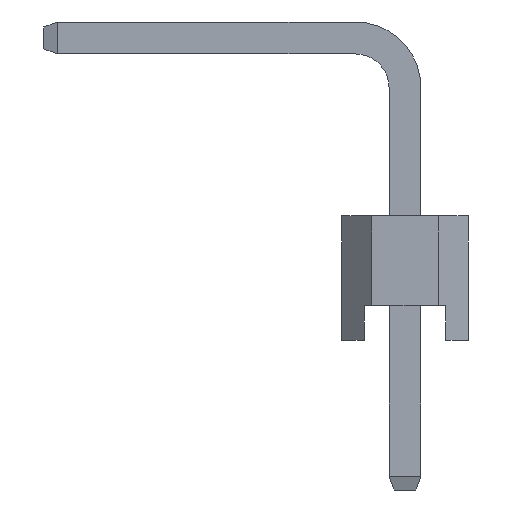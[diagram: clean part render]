
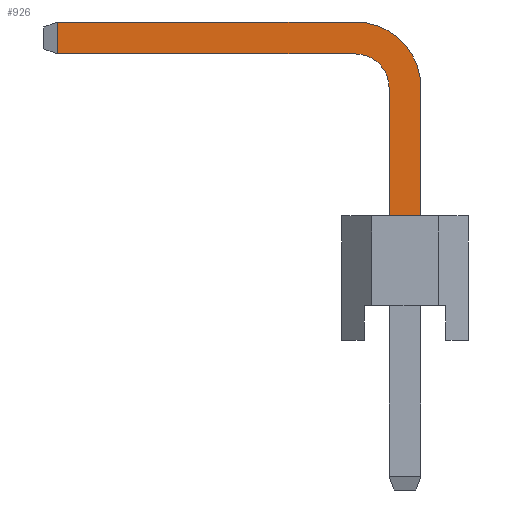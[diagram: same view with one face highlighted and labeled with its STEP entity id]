
A CAD part, left-side view. The second image highlights one B-rep face of the part: STEP entity #926.
In plain terms, the highlighted planar face has unit normal (-1, 0, 0).
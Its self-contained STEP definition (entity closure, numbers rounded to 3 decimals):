
#926=ADVANCED_FACE('',(#2812),#2814,.T.);
#2812=FACE_BOUND('',#2813,.T.);
#2813=EDGE_LOOP('',(#4361,#4362,#4363,#4364,#4365,#4366,#4367,#4368));
#2814=PLANE('',#2815);
#2815=AXIS2_PLACEMENT_3D('',#2816,#2817,#2818);
#2816=CARTESIAN_POINT('',(-0.32,0.32,-3.));
#2817=DIRECTION('',(-1.,0.,0.));
#2818=DIRECTION('',(0.,-1.,0.));
#4361=ORIENTED_EDGE('',*,*,#5302,.F.);
#4362=ORIENTED_EDGE('',*,*,#5303,.F.);
#4363=ORIENTED_EDGE('',*,*,#5304,.F.);
#4364=ORIENTED_EDGE('',*,*,#5291,.F.);
#4365=ORIENTED_EDGE('',*,*,#4960,.T.);
#4366=ORIENTED_EDGE('',*,*,#5301,.T.);
#4367=ORIENTED_EDGE('',*,*,#5305,.T.);
#4368=ORIENTED_EDGE('',*,*,#5306,.T.);
#4960=EDGE_CURVE('',#5606,#5610,#5612,.T.);
#5291=EDGE_CURVE('',#5606,#6167,#6168,.T.);
#5301=EDGE_CURVE('',#5610,#6183,#6185,.T.);
#5302=EDGE_CURVE('',#6186,#6187,#6188,.T.);
#5303=EDGE_CURVE('',#6189,#6186,#6190,.T.);
#5304=EDGE_CURVE('',#6167,#6189,#6191,.T.);
#5305=EDGE_CURVE('',#6183,#6192,#6193,.T.);
#5306=EDGE_CURVE('',#6192,#6187,#6194,.T.);
#5606=VERTEX_POINT('',#6690);
#5610=VERTEX_POINT('',#6698);
#5612=LINE('',#6702,#6703);
#6167=VERTEX_POINT('',#7943);
#6168=LINE('',#7944,#7945);
#6183=VERTEX_POINT('',#7979);
#6185=LINE('',#7983,#7984);
#6186=VERTEX_POINT('',#7986);
#6187=VERTEX_POINT('',#7987);
#6188=LINE('',#7988,#7989);
#6189=VERTEX_POINT('',#7991);
#6190=LINE('',#7992,#7993);
#6191=CIRCLE('',#7995,0.68);
#6192=VERTEX_POINT('',#7999);
#6193=CIRCLE('',#8000,1.32);
#6194=LINE('',#8004,#8005);
#6690=CARTESIAN_POINT('',(-0.32,0.32,2.5));
#6698=CARTESIAN_POINT('',(-0.32,-0.32,2.5));
#6702=CARTESIAN_POINT('',(-0.32,0.32,2.5));
#6703=VECTOR('',#6704,1.);
#6704=DIRECTION('',(0.,-1.,0.));
#7943=CARTESIAN_POINT('',(-0.32,0.32,5.07));
#7944=CARTESIAN_POINT('',(-0.32,0.32,2.5));
#7945=VECTOR('',#7946,1.);
#7946=DIRECTION('',(0.,0.,1.));
#7979=CARTESIAN_POINT('',(-0.32,-0.32,5.07));
#7983=CARTESIAN_POINT('',(-0.32,-0.32,2.5));
#7984=VECTOR('',#7985,1.);
#7985=DIRECTION('',(0.,0.,1.));
#7986=CARTESIAN_POINT('',(-0.32,6.975,5.75));
#7987=CARTESIAN_POINT('',(-0.32,6.975,6.39));
#7988=CARTESIAN_POINT('',(-0.32,6.975,5.75));
#7989=VECTOR('',#7990,1.);
#7990=DIRECTION('',(0.,0.,1.));
#7991=CARTESIAN_POINT('',(-0.32,1.,5.75));
#7992=CARTESIAN_POINT('',(-0.32,1.,5.75));
#7993=VECTOR('',#7994,1.);
#7994=DIRECTION('',(0.,1.,0.));
#7995=AXIS2_PLACEMENT_3D('',#7996,#7997,#7998);
#7996=CARTESIAN_POINT('',(-0.32,1.,5.07));
#7997=DIRECTION('',(-1.,-0.,0.));
#7998=DIRECTION('',(0.,-1.,0.));
#7999=CARTESIAN_POINT('',(-0.32,1.,6.39));
#8000=AXIS2_PLACEMENT_3D('',#8001,#8002,#8003);
#8001=CARTESIAN_POINT('',(-0.32,1.,5.07));
#8002=DIRECTION('',(-1.,-0.,0.));
#8003=DIRECTION('',(0.,-1.,0.));
#8004=CARTESIAN_POINT('',(-0.32,1.,6.39));
#8005=VECTOR('',#8006,1.);
#8006=DIRECTION('',(0.,1.,0.));
